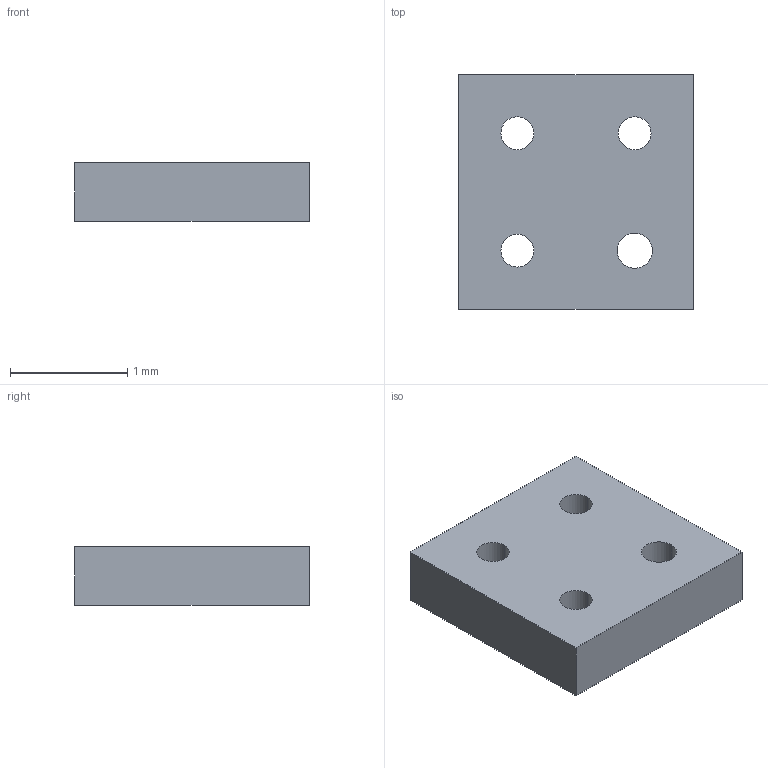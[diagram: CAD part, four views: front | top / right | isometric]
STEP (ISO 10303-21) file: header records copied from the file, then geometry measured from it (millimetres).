
FILE_DESCRIPTION((''),'2;1');
FILE_NAME('10BP2570.stp','2015-07-07T11:47:22',(''),(''),'Mechanical Desktop 2011','Mechanical Desktop 2011',', , ');
FILE_SCHEMA(('CONFIG_CONTROL_DESIGN'));
Length unit declared in the file: millimetre
Products named in the file (1): Product
Bounding box: 2 x 2 x 0.5 mm (x, y, z)
Volume: 1.8 mm3; surface area: 13.6 mm2
Topology: 1 solids, 1 shells, 23 faces, 54 edges, 36 vertices
Faces by surface type: cylinder 14, plane 9
Entity records: 787 total; most frequent: DIRECTION 130, CARTESIAN_POINT 114, ORIENTED_EDGE 108, EDGE_CURVE 54, AXIS2_PLACEMENT_3D 52, VERTEX_POINT 36, EDGE_LOOP 34, CIRCLE 28
